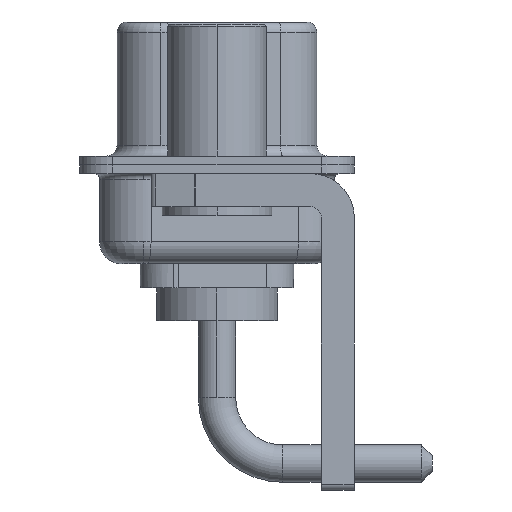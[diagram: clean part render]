
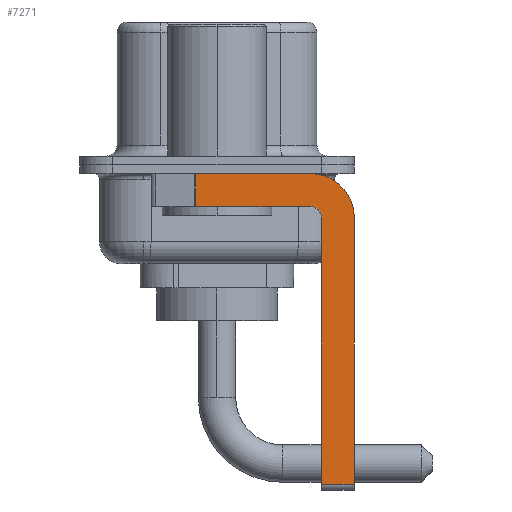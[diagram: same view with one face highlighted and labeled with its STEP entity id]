
A CAD part, left-side view. The second image highlights one B-rep face of the part: STEP entity #7271.
In plain terms, the highlighted planar face has unit normal (-1, 0, 0).
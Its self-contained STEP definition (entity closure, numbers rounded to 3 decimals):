
#46 = VERTEX_POINT ( 'NONE', #7416 ) ;
#206 = EDGE_CURVE ( 'NONE', #14527, #12318, #8967, .T. ) ;
#341 = EDGE_LOOP ( 'NONE', ( #5007, #535, #876, #10482, #8112, #13499, #1590, #10053 ) ) ;
#489 = DIRECTION ( 'NONE',  ( 0., 1., 0. ) ) ;
#535 = ORIENTED_EDGE ( 'NONE', *, *, #9693, .T. ) ;
#716 = DIRECTION ( 'NONE',  ( 0., 0., -1. ) ) ;
#876 = ORIENTED_EDGE ( 'NONE', *, *, #13568, .F. ) ;
#1141 = DIRECTION ( 'NONE',  ( -1., 0., 0. ) ) ;
#1492 = CARTESIAN_POINT ( 'NONE',  ( -2.9, 0.978, -1.9 ) ) ;
#1590 = ORIENTED_EDGE ( 'NONE', *, *, #16425, .F. ) ;
#1730 = VECTOR ( 'NONE', #12891, 1000. ) ;
#1741 = DIRECTION ( 'NONE',  ( 0., 0., -1. ) ) ;
#2156 = EDGE_CURVE ( 'NONE', #16117, #6350, #10222, .T. ) ;
#2567 = CARTESIAN_POINT ( 'NONE',  ( -2.9, 3., -0.4 ) ) ;
#2618 = VECTOR ( 'NONE', #6688, 1000. ) ;
#2707 = CARTESIAN_POINT ( 'NONE',  ( -2.9, -4.25, -0.4 ) ) ;
#2769 = LINE ( 'NONE', #1492, #3070 ) ;
#3070 = VECTOR ( 'NONE', #1741, 1000. ) ;
#3274 = EDGE_CURVE ( 'NONE', #46, #5427, #13110, .T. ) ;
#3907 = VERTEX_POINT ( 'NONE', #8250 ) ;
#4080 = DIRECTION ( 'NONE',  ( 1., 0., 0. ) ) ;
#4569 = CARTESIAN_POINT ( 'NONE',  ( -2.9, -6.25, -2.4 ) ) ;
#5007 = ORIENTED_EDGE ( 'NONE', *, *, #206, .F. ) ;
#5017 = EDGE_CURVE ( 'NONE', #12318, #5869, #10744, .T. ) ;
#5041 = VECTOR ( 'NONE', #489, 1000. ) ;
#5427 = VERTEX_POINT ( 'NONE', #9860 ) ;
#5808 = CARTESIAN_POINT ( 'NONE',  ( -2.9, -4.25, -1.9 ) ) ;
#5869 = VERTEX_POINT ( 'NONE', #4569 ) ;
#6319 = VECTOR ( 'NONE', #10716, 1000. ) ;
#6350 = VERTEX_POINT ( 'NONE', #5808 ) ;
#6688 = DIRECTION ( 'NONE',  ( 0., 0., 1. ) ) ;
#6862 = CARTESIAN_POINT ( 'NONE',  ( -2.9, -4.25, -14.55 ) ) ;
#7271 = ADVANCED_FACE ( 'NONE', ( #12415 ), #16433, .F. ) ;
#7416 = CARTESIAN_POINT ( 'NONE',  ( -2.9, -4.75, -14.55 ) ) ;
#7745 = AXIS2_PLACEMENT_3D ( 'NONE', #16826, #4080, #14410 ) ;
#8112 = ORIENTED_EDGE ( 'NONE', *, *, #14496, .F. ) ;
#8250 = CARTESIAN_POINT ( 'NONE',  ( -2.9, 0.978, -1.9 ) ) ;
#8521 = LINE ( 'NONE', #9730, #13822 ) ;
#8710 = CARTESIAN_POINT ( 'NONE',  ( -2.9, -4.75, -2.4 ) ) ;
#8967 = LINE ( 'NONE', #2567, #1730 ) ;
#9252 = CARTESIAN_POINT ( 'NONE',  ( -2.9, 0.978, -0.4 ) ) ;
#9693 = EDGE_CURVE ( 'NONE', #14527, #3907, #2769, .T. ) ;
#9730 = CARTESIAN_POINT ( 'NONE',  ( -2.9, -6.25, -2.4 ) ) ;
#9860 = CARTESIAN_POINT ( 'NONE',  ( -2.9, -6.25, -14.55 ) ) ;
#9933 = DIRECTION ( 'NONE',  ( 0., 0., 1. ) ) ;
#10053 = ORIENTED_EDGE ( 'NONE', *, *, #5017, .F. ) ;
#10222 = CIRCLE ( 'NONE', #14588, 0.5 ) ;
#10482 = ORIENTED_EDGE ( 'NONE', *, *, #2156, .F. ) ;
#10540 = CARTESIAN_POINT ( 'NONE',  ( -2.9, -4.75, -14.8 ) ) ;
#10716 = DIRECTION ( 'NONE',  ( 0., -1., 0. ) ) ;
#10744 = CIRCLE ( 'NONE', #7745, 2. ) ;
#11298 = DIRECTION ( 'NONE',  ( 1., 0., 0. ) ) ;
#12192 = LINE ( 'NONE', #14845, #5041 ) ;
#12318 = VERTEX_POINT ( 'NONE', #2707 ) ;
#12415 = FACE_OUTER_BOUND ( 'NONE', #341, .T. ) ;
#12891 = DIRECTION ( 'NONE',  ( 0., -1., 0. ) ) ;
#13096 = LINE ( 'NONE', #10540, #2618 ) ;
#13110 = LINE ( 'NONE', #6862, #6319 ) ;
#13499 = ORIENTED_EDGE ( 'NONE', *, *, #3274, .T. ) ;
#13568 = EDGE_CURVE ( 'NONE', #6350, #3907, #12192, .T. ) ;
#13638 = AXIS2_PLACEMENT_3D ( 'NONE', #13690, #11298, #716 ) ;
#13690 = CARTESIAN_POINT ( 'NONE',  ( -2.9, -4.25, -2.4 ) ) ;
#13822 = VECTOR ( 'NONE', #16145, 1000. ) ;
#14410 = DIRECTION ( 'NONE',  ( 0., 0., -1. ) ) ;
#14496 = EDGE_CURVE ( 'NONE', #46, #16117, #13096, .T. ) ;
#14527 = VERTEX_POINT ( 'NONE', #9252 ) ;
#14588 = AXIS2_PLACEMENT_3D ( 'NONE', #16435, #1141, #9933 ) ;
#14845 = CARTESIAN_POINT ( 'NONE',  ( -2.9, -4.25, -1.9 ) ) ;
#16117 = VERTEX_POINT ( 'NONE', #8710 ) ;
#16145 = DIRECTION ( 'NONE',  ( 0., 0., -1. ) ) ;
#16425 = EDGE_CURVE ( 'NONE', #5869, #5427, #8521, .T. ) ;
#16433 = PLANE ( 'NONE',  #13638 ) ;
#16435 = CARTESIAN_POINT ( 'NONE',  ( -2.9, -4.25, -2.4 ) ) ;
#16826 = CARTESIAN_POINT ( 'NONE',  ( -2.9, -4.25, -2.4 ) ) ;
